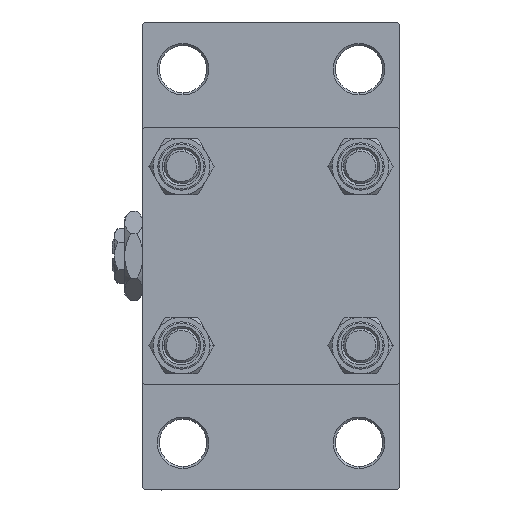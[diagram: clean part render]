
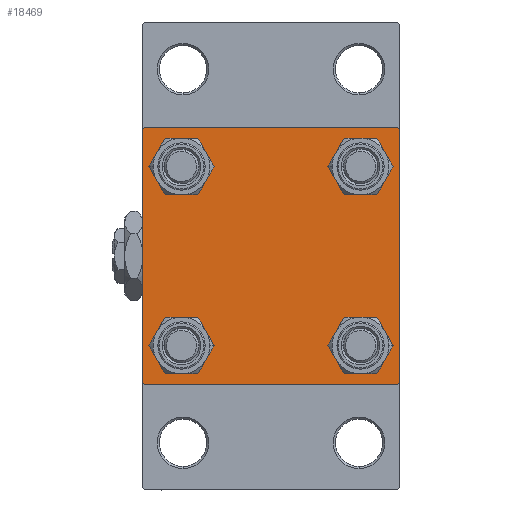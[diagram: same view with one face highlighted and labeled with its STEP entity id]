
A CAD part, left-side view. The second image highlights one B-rep face of the part: STEP entity #18469.
In plain terms, the highlighted planar face has unit normal (-1, 0, 0).
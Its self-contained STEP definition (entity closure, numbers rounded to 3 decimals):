
#399 = CIRCLE ( 'NONE', #39140, 4.5 ) ;
#1158 = VERTEX_POINT ( 'NONE', #44474 ) ;
#1194 = FACE_OUTER_BOUND ( 'NONE', #2508, .T. ) ;
#1216 = CARTESIAN_POINT ( 'NONE',  ( 0., -20.85, -25.35 ) ) ;
#1931 = ORIENTED_EDGE ( 'NONE', *, *, #18685, .T. ) ;
#2508 = EDGE_LOOP ( 'NONE', ( #35656, #31403, #41954, #23188, #7143, #18037, #31542, #40242 ) ) ;
#3516 = CARTESIAN_POINT ( 'NONE',  ( 0., -29.75, 29.75 ) ) ;
#3983 = VERTEX_POINT ( 'NONE', #25539 ) ;
#4726 = CIRCLE ( 'NONE', #20017, 4.5 ) ;
#4756 = VERTEX_POINT ( 'NONE', #9113 ) ;
#5865 = EDGE_LOOP ( 'NONE', ( #32509, #21122 ) ) ;
#7143 = ORIENTED_EDGE ( 'NONE', *, *, #32609, .F. ) ;
#7347 = CARTESIAN_POINT ( 'NONE',  ( 0., 29.75, -29.75 ) ) ;
#7527 = DIRECTION ( 'NONE',  ( 0., 0., 1. ) ) ;
#7544 = VECTOR ( 'NONE', #34343, 1000. ) ;
#7768 = EDGE_CURVE ( 'NONE', #24238, #19576, #15866, .T. ) ;
#7968 = CARTESIAN_POINT ( 'NONE',  ( 0., -20.85, 20.85 ) ) ;
#8413 = DIRECTION ( 'NONE',  ( 0., 0., 1. ) ) ;
#8593 = VECTOR ( 'NONE', #44551, 1000. ) ;
#9101 = VECTOR ( 'NONE', #10886, 1000. ) ;
#9113 = CARTESIAN_POINT ( 'NONE',  ( 0., 20.85, 16.35 ) ) ;
#9366 = CARTESIAN_POINT ( 'NONE',  ( 0., 30., -30. ) ) ;
#10537 = DIRECTION ( 'NONE',  ( 1., 0., 0. ) ) ;
#10724 = DIRECTION ( 'NONE',  ( 1., 0., 0. ) ) ;
#10886 = DIRECTION ( 'NONE',  ( 0., -0.707, -0.707 ) ) ;
#11190 = EDGE_CURVE ( 'NONE', #3983, #19576, #11310, .T. ) ;
#11310 = LINE ( 'NONE', #14843, #48017 ) ;
#11613 = DIRECTION ( 'NONE',  ( 1., 0., 0. ) ) ;
#11673 = EDGE_CURVE ( 'NONE', #13763, #11909, #32701, .T. ) ;
#11909 = VERTEX_POINT ( 'NONE', #26220 ) ;
#12602 = CARTESIAN_POINT ( 'NONE',  ( 0., -20.85, -20.85 ) ) ;
#12898 = LINE ( 'NONE', #9366, #41923 ) ;
#13234 = CARTESIAN_POINT ( 'NONE',  ( 0., 29.75, 29.75 ) ) ;
#13763 = VERTEX_POINT ( 'NONE', #41947 ) ;
#13844 = EDGE_CURVE ( 'NONE', #1158, #31135, #23897, .T. ) ;
#14022 = CARTESIAN_POINT ( 'NONE',  ( 0., 20.85, 25.35 ) ) ;
#14129 = EDGE_CURVE ( 'NONE', #46726, #24868, #24678, .T. ) ;
#14407 = LINE ( 'NONE', #7347, #9101 ) ;
#14441 = LINE ( 'NONE', #41485, #25523 ) ;
#14619 = CIRCLE ( 'NONE', #41239, 4.5 ) ;
#14843 = CARTESIAN_POINT ( 'NONE',  ( 0., 30., 30. ) ) ;
#15336 = CARTESIAN_POINT ( 'NONE',  ( 0., 20.85, -20.85 ) ) ;
#15342 = LINE ( 'NONE', #26713, #35963 ) ;
#15393 = DIRECTION ( 'NONE',  ( 1., 0., 0. ) ) ;
#15424 = EDGE_CURVE ( 'NONE', #3983, #46568, #27890, .T. ) ;
#15866 = LINE ( 'NONE', #3516, #7544 ) ;
#16089 = DIRECTION ( 'NONE',  ( 0., 0., -1. ) ) ;
#16195 = VERTEX_POINT ( 'NONE', #14022 ) ;
#16390 = DIRECTION ( 'NONE',  ( 0., 0., 1. ) ) ;
#16527 = DIRECTION ( 'NONE',  ( 0., 0.707, -0.707 ) ) ;
#17424 = EDGE_CURVE ( 'NONE', #16195, #4756, #14619, .T. ) ;
#17757 = CARTESIAN_POINT ( 'NONE',  ( 0., -20.85, 20.85 ) ) ;
#18037 = ORIENTED_EDGE ( 'NONE', *, *, #7768, .T. ) ;
#18339 = ORIENTED_EDGE ( 'NONE', *, *, #11673, .T. ) ;
#18399 = ORIENTED_EDGE ( 'NONE', *, *, #26732, .T. ) ;
#18469 = ADVANCED_FACE ( 'NONE', ( #38606, #23434, #35313, #24181, #1194 ), #47193, .T. ) ;
#18685 = EDGE_CURVE ( 'NONE', #31135, #1158, #35642, .T. ) ;
#19573 = ORIENTED_EDGE ( 'NONE', *, *, #13844, .T. ) ;
#19576 = VERTEX_POINT ( 'NONE', #23441 ) ;
#19621 = ORIENTED_EDGE ( 'NONE', *, *, #43613, .T. ) ;
#19622 = DIRECTION ( 'NONE',  ( 0., 0., 1. ) ) ;
#19839 = AXIS2_PLACEMENT_3D ( 'NONE', #12602, #15393, #16390 ) ;
#20017 = AXIS2_PLACEMENT_3D ( 'NONE', #45282, #25805, #49334 ) ;
#21122 = ORIENTED_EDGE ( 'NONE', *, *, #38267, .T. ) ;
#21238 = CARTESIAN_POINT ( 'NONE',  ( 0., 20.85, -25.35 ) ) ;
#21259 = DIRECTION ( 'NONE',  ( 0., -0.707, 0.707 ) ) ;
#21789 = VERTEX_POINT ( 'NONE', #42499 ) ;
#22050 = EDGE_CURVE ( 'NONE', #38328, #42466, #14407, .T. ) ;
#22749 = CARTESIAN_POINT ( 'NONE',  ( 0., -30., -29.5 ) ) ;
#22885 = CARTESIAN_POINT ( 'NONE',  ( 0., 30., 29.5 ) ) ;
#23188 = ORIENTED_EDGE ( 'NONE', *, *, #33140, .T. ) ;
#23434 = FACE_BOUND ( 'NONE', #49175, .T. ) ;
#23441 = CARTESIAN_POINT ( 'NONE',  ( 0., -29.5, 30. ) ) ;
#23897 = CIRCLE ( 'NONE', #19839, 4.5 ) ;
#23921 = CARTESIAN_POINT ( 'NONE',  ( 0., 29.5, -30. ) ) ;
#24181 = FACE_BOUND ( 'NONE', #5865, .T. ) ;
#24238 = VERTEX_POINT ( 'NONE', #39418 ) ;
#24495 = ORIENTED_EDGE ( 'NONE', *, *, #14129, .T. ) ;
#24678 = CIRCLE ( 'NONE', #30320, 4.5 ) ;
#24868 = VERTEX_POINT ( 'NONE', #21238 ) ;
#25130 = AXIS2_PLACEMENT_3D ( 'NONE', #25924, #10537, #30217 ) ;
#25523 = VECTOR ( 'NONE', #21259, 1000. ) ;
#25539 = CARTESIAN_POINT ( 'NONE',  ( 0., 29.5, 30. ) ) ;
#25805 = DIRECTION ( 'NONE',  ( 1., 0., 0. ) ) ;
#25924 = CARTESIAN_POINT ( 'NONE',  ( 0., -20.85, -20.85 ) ) ;
#26220 = CARTESIAN_POINT ( 'NONE',  ( 0., -20.85, 25.35 ) ) ;
#26713 = CARTESIAN_POINT ( 'NONE',  ( 0., 30., 30. ) ) ;
#26732 = EDGE_CURVE ( 'NONE', #24868, #46726, #399, .T. ) ;
#27287 = EDGE_CURVE ( 'NONE', #46568, #38328, #15342, .T. ) ;
#27346 = AXIS2_PLACEMENT_3D ( 'NONE', #7968, #36004, #39296 ) ;
#27890 = LINE ( 'NONE', #13234, #49787 ) ;
#27963 = DIRECTION ( 'NONE',  ( -1., 0., 0. ) ) ;
#28298 = DIRECTION ( 'NONE',  ( 0., -1., 0. ) ) ;
#30217 = DIRECTION ( 'NONE',  ( 0., 0., 1. ) ) ;
#30320 = AXIS2_PLACEMENT_3D ( 'NONE', #15336, #42617, #7527 ) ;
#31135 = VERTEX_POINT ( 'NONE', #1216 ) ;
#31403 = ORIENTED_EDGE ( 'NONE', *, *, #22050, .T. ) ;
#31429 = DIRECTION ( 'NONE',  ( 1., 0., 0. ) ) ;
#31542 = ORIENTED_EDGE ( 'NONE', *, *, #11190, .F. ) ;
#32390 = AXIS2_PLACEMENT_3D ( 'NONE', #38852, #27963, #19622 ) ;
#32509 = ORIENTED_EDGE ( 'NONE', *, *, #17424, .T. ) ;
#32609 = EDGE_CURVE ( 'NONE', #24238, #43018, #35974, .T. ) ;
#32701 = CIRCLE ( 'NONE', #39164, 4.5 ) ;
#33140 = EDGE_CURVE ( 'NONE', #21789, #43018, #14441, .T. ) ;
#34343 = DIRECTION ( 'NONE',  ( 0., 0.707, 0.707 ) ) ;
#35313 = FACE_BOUND ( 'NONE', #45188, .T. ) ;
#35642 = CIRCLE ( 'NONE', #25130, 4.5 ) ;
#35656 = ORIENTED_EDGE ( 'NONE', *, *, #27287, .T. ) ;
#35963 = VECTOR ( 'NONE', #16089, 1000. ) ;
#35974 = LINE ( 'NONE', #47852, #8593 ) ;
#36004 = DIRECTION ( 'NONE',  ( 1., 0., 0. ) ) ;
#37192 = CARTESIAN_POINT ( 'NONE',  ( 0., 30., -29.5 ) ) ;
#38267 = EDGE_CURVE ( 'NONE', #4756, #16195, #4726, .T. ) ;
#38328 = VERTEX_POINT ( 'NONE', #37192 ) ;
#38606 = FACE_BOUND ( 'NONE', #45833, .T. ) ;
#38852 = CARTESIAN_POINT ( 'NONE',  ( 0., 0., 0. ) ) ;
#39140 = AXIS2_PLACEMENT_3D ( 'NONE', #45343, #10724, #8413 ) ;
#39164 = AXIS2_PLACEMENT_3D ( 'NONE', #17757, #11613, #48613 ) ;
#39296 = DIRECTION ( 'NONE',  ( 0., 0., 1. ) ) ;
#39418 = CARTESIAN_POINT ( 'NONE',  ( 0., -30., 29.5 ) ) ;
#40018 = DIRECTION ( 'NONE',  ( 0., 0., 1. ) ) ;
#40242 = ORIENTED_EDGE ( 'NONE', *, *, #15424, .T. ) ;
#40427 = CARTESIAN_POINT ( 'NONE',  ( 0., 20.85, -16.35 ) ) ;
#41239 = AXIS2_PLACEMENT_3D ( 'NONE', #46853, #31429, #40018 ) ;
#41485 = CARTESIAN_POINT ( 'NONE',  ( 0., -29.75, -29.75 ) ) ;
#41923 = VECTOR ( 'NONE', #28298, 1000. ) ;
#41947 = CARTESIAN_POINT ( 'NONE',  ( 0., -20.85, 16.35 ) ) ;
#41954 = ORIENTED_EDGE ( 'NONE', *, *, #47920, .T. ) ;
#42466 = VERTEX_POINT ( 'NONE', #23921 ) ;
#42499 = CARTESIAN_POINT ( 'NONE',  ( 0., -29.5, -30. ) ) ;
#42617 = DIRECTION ( 'NONE',  ( 1., 0., 0. ) ) ;
#43018 = VERTEX_POINT ( 'NONE', #22749 ) ;
#43613 = EDGE_CURVE ( 'NONE', #11909, #13763, #49219, .T. ) ;
#44474 = CARTESIAN_POINT ( 'NONE',  ( 0., -20.85, -16.35 ) ) ;
#44551 = DIRECTION ( 'NONE',  ( 0., 0., -1. ) ) ;
#45188 = EDGE_LOOP ( 'NONE', ( #24495, #18399 ) ) ;
#45282 = CARTESIAN_POINT ( 'NONE',  ( 0., 20.85, 20.85 ) ) ;
#45343 = CARTESIAN_POINT ( 'NONE',  ( 0., 20.85, -20.85 ) ) ;
#45833 = EDGE_LOOP ( 'NONE', ( #19621, #18339 ) ) ;
#46568 = VERTEX_POINT ( 'NONE', #22885 ) ;
#46726 = VERTEX_POINT ( 'NONE', #40427 ) ;
#46853 = CARTESIAN_POINT ( 'NONE',  ( 0., 20.85, 20.85 ) ) ;
#47193 = PLANE ( 'NONE',  #32390 ) ;
#47852 = CARTESIAN_POINT ( 'NONE',  ( 0., -30., 30. ) ) ;
#47920 = EDGE_CURVE ( 'NONE', #42466, #21789, #12898, .T. ) ;
#48017 = VECTOR ( 'NONE', #49978, 1000. ) ;
#48613 = DIRECTION ( 'NONE',  ( 0., 0., 1. ) ) ;
#49175 = EDGE_LOOP ( 'NONE', ( #19573, #1931 ) ) ;
#49219 = CIRCLE ( 'NONE', #27346, 4.5 ) ;
#49334 = DIRECTION ( 'NONE',  ( 0., 0., 1. ) ) ;
#49787 = VECTOR ( 'NONE', #16527, 1000. ) ;
#49978 = DIRECTION ( 'NONE',  ( 0., -1., 0. ) ) ;
